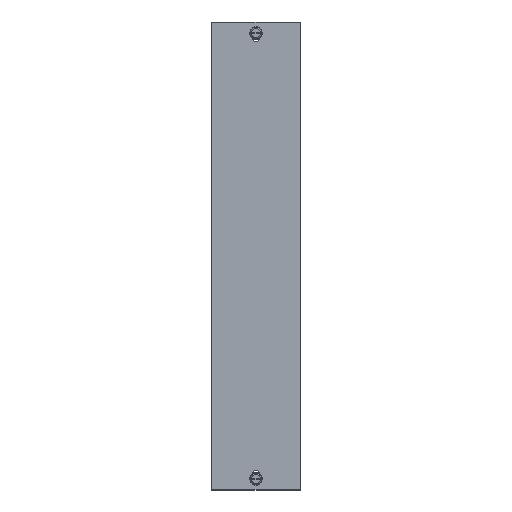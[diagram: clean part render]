
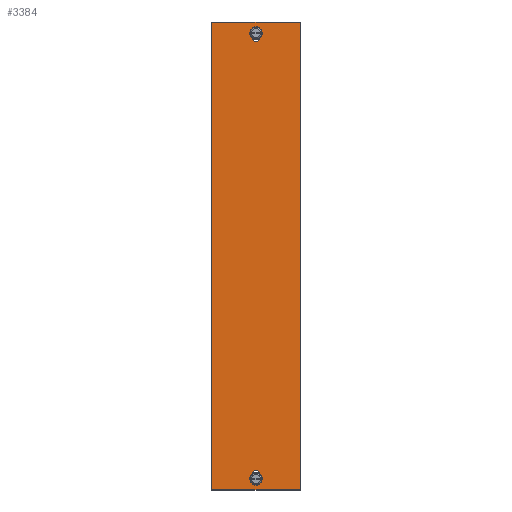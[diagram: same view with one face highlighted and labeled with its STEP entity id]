
A CAD part, top view. The second image highlights one B-rep face of the part: STEP entity #3384.
In plain terms, the highlighted planar face has unit normal (0, 0, 1).
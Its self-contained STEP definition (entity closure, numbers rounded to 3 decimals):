
#73=DIRECTION('',(0.,-1.,0.));
#74=VECTOR('',#73,263.7);
#75=CARTESIAN_POINT('',(-25.,131.85,2.));
#76=LINE('',#75,#74);
#77=DIRECTION('',(-1.,0.,0.));
#78=VECTOR('',#77,50.);
#79=CARTESIAN_POINT('',(25.,131.85,2.));
#80=LINE('',#79,#78);
#81=DIRECTION('',(0.,1.,0.));
#82=VECTOR('',#81,263.7);
#83=CARTESIAN_POINT('',(25.,-131.85,2.));
#84=LINE('',#83,#82);
#85=DIRECTION('',(1.,0.,0.));
#86=VECTOR('',#85,50.);
#87=CARTESIAN_POINT('',(-25.,-131.85,2.));
#88=LINE('',#87,#86);
#89=CARTESIAN_POINT('',(0.,125.6,2.));
#90=DIRECTION('',(0.,0.,1.));
#91=DIRECTION('',(1.,0.,0.));
#92=AXIS2_PLACEMENT_3D('',#89,#90,#91);
#94=CARTESIAN_POINT('',(0.,125.6,2.));
#95=DIRECTION('',(0.,0.,1.));
#96=DIRECTION('',(-1.,0.,0.));
#97=AXIS2_PLACEMENT_3D('',#94,#95,#96);
#99=CARTESIAN_POINT('',(0.,122.85,2.));
#100=DIRECTION('',(0.,0.,1.));
#101=DIRECTION('',(-0.998,-0.063,0.));
#102=AXIS2_PLACEMENT_3D('',#99,#100,#101);
#104=CARTESIAN_POINT('',(0.,125.6,2.));
#105=DIRECTION('',(0.,0.,1.));
#106=DIRECTION('',(0.57,-0.821,0.));
#107=AXIS2_PLACEMENT_3D('',#104,#105,#106);
#109=CARTESIAN_POINT('',(0.,-125.6,2.));
#110=DIRECTION('',(0.,0.,1.));
#111=DIRECTION('',(1.,0.,0.));
#112=AXIS2_PLACEMENT_3D('',#109,#110,#111);
#114=CARTESIAN_POINT('',(0.,-122.85,2.));
#115=DIRECTION('',(0.,0.,1.));
#116=DIRECTION('',(0.998,0.063,0.));
#117=AXIS2_PLACEMENT_3D('',#114,#115,#116);
#119=CARTESIAN_POINT('',(0.,-125.6,2.));
#120=DIRECTION('',(0.,0.,1.));
#121=DIRECTION('',(-0.57,0.821,0.));
#122=AXIS2_PLACEMENT_3D('',#119,#120,#121);
#124=CARTESIAN_POINT('',(0.,-125.6,2.));
#125=DIRECTION('',(0.,0.,1.));
#126=DIRECTION('',(-1.,0.,0.));
#127=AXIS2_PLACEMENT_3D('',#124,#125,#126);
#2773=CARTESIAN_POINT('',(-25.,131.85,2.));
#2774=CARTESIAN_POINT('',(-25.,-131.85,2.));
#2775=VERTEX_POINT('',#2773);
#2776=VERTEX_POINT('',#2774);
#2777=CARTESIAN_POINT('',(25.,-131.85,2.));
#2778=VERTEX_POINT('',#2777);
#2779=CARTESIAN_POINT('',(25.,131.85,2.));
#2780=VERTEX_POINT('',#2779);
#2793=CARTESIAN_POINT('',(3.5,125.6,2.));
#2794=CARTESIAN_POINT('',(-3.5,125.6,2.));
#2795=VERTEX_POINT('',#2793);
#2796=VERTEX_POINT('',#2794);
#2797=CARTESIAN_POINT('',(-1.996,122.725,2.));
#2798=VERTEX_POINT('',#2797);
#2799=CARTESIAN_POINT('',(1.996,122.725,2.));
#2800=VERTEX_POINT('',#2799);
#3033=CARTESIAN_POINT('',(3.5,-125.6,2.));
#3034=CARTESIAN_POINT('',(1.996,-122.725,2.));
#3035=VERTEX_POINT('',#3033);
#3036=VERTEX_POINT('',#3034);
#3037=CARTESIAN_POINT('',(-1.996,-122.725,2.));
#3038=CARTESIAN_POINT('',(-3.5,-125.6,2.));
#3039=VERTEX_POINT('',#3037);
#3040=VERTEX_POINT('',#3038);
#3353=CARTESIAN_POINT('',(0.,0.,2.));
#3354=DIRECTION('',(0.,0.,1.));
#3355=DIRECTION('',(1.,0.,0.));
#3356=AXIS2_PLACEMENT_3D('',#3353,#3354,#3355);
#3357=PLANE('',#3356);
#3358=ORIENTED_EDGE('',*,*,#3305,.F.);
#3359=ORIENTED_EDGE('',*,*,#3320,.F.);
#3360=ORIENTED_EDGE('',*,*,#3334,.F.);
#3361=ORIENTED_EDGE('',*,*,#3347,.F.);
#3362=EDGE_LOOP('',(#3358,#3359,#3360,#3361));
#3363=FACE_OUTER_BOUND('',#3362,.F.);
#3365=ORIENTED_EDGE('',*,*,#3364,.T.);
#3367=ORIENTED_EDGE('',*,*,#3366,.T.);
#3369=ORIENTED_EDGE('',*,*,#3368,.T.);
#3371=ORIENTED_EDGE('',*,*,#3370,.T.);
#3372=EDGE_LOOP('',(#3365,#3367,#3369,#3371));
#3373=FACE_BOUND('',#3372,.F.);
#3375=ORIENTED_EDGE('',*,*,#3374,.T.);
#3377=ORIENTED_EDGE('',*,*,#3376,.T.);
#3379=ORIENTED_EDGE('',*,*,#3378,.T.);
#3381=ORIENTED_EDGE('',*,*,#3380,.T.);
#3382=EDGE_LOOP('',(#3375,#3377,#3379,#3381));
#3383=FACE_BOUND('',#3382,.F.);
#3384=ADVANCED_FACE('',(#3363,#3373,#3383),#3357,.T.);
#93=CIRCLE('',#92,3.5);
#98=CIRCLE('',#97,3.5);
#103=CIRCLE('',#102,2.);
#108=CIRCLE('',#107,3.5);
#113=CIRCLE('',#112,3.5);
#118=CIRCLE('',#117,2.);
#123=CIRCLE('',#122,3.5);
#128=CIRCLE('',#127,3.5);
#3305=EDGE_CURVE('',#2775,#2776,#76,.T.);
#3320=EDGE_CURVE('',#2780,#2775,#80,.T.);
#3334=EDGE_CURVE('',#2778,#2780,#84,.T.);
#3347=EDGE_CURVE('',#2776,#2778,#88,.T.);
#3364=EDGE_CURVE('',#2795,#2796,#93,.T.);
#3366=EDGE_CURVE('',#2796,#2798,#98,.T.);
#3368=EDGE_CURVE('',#2798,#2800,#103,.T.);
#3370=EDGE_CURVE('',#2800,#2795,#108,.T.);
#3374=EDGE_CURVE('',#3035,#3036,#113,.T.);
#3376=EDGE_CURVE('',#3036,#3039,#118,.T.);
#3378=EDGE_CURVE('',#3039,#3040,#123,.T.);
#3380=EDGE_CURVE('',#3040,#3035,#128,.T.);
